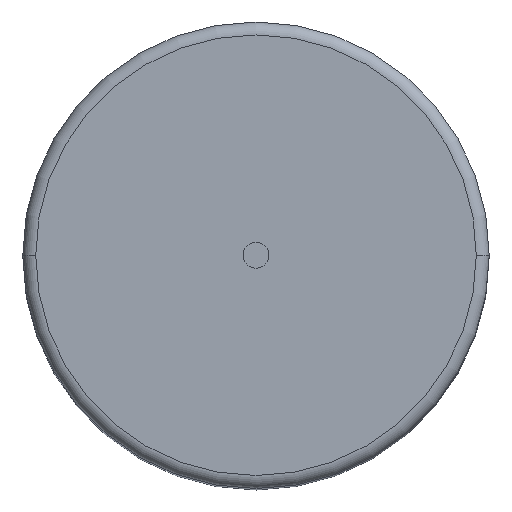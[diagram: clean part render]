
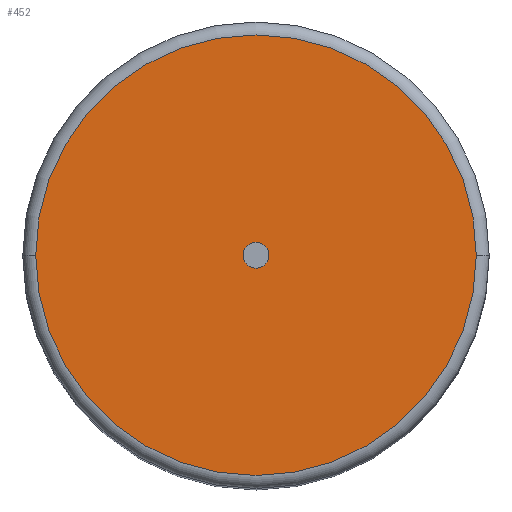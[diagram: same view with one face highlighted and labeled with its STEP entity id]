
A CAD part, top view. The second image highlights one B-rep face of the part: STEP entity #452.
In plain terms, the highlighted planar face has unit normal (0, 0, 1).
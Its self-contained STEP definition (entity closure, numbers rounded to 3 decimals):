
#56=CARTESIAN_POINT('',(0.,0.,0.));
#57=DIRECTION('',(0.,0.,1.));
#58=DIRECTION('',(1.,0.,0.));
#59=AXIS2_PLACEMENT_3D('',#56,#57,#58);
#65=CARTESIAN_POINT('',(0.,0.,0.));
#66=DIRECTION('',(0.,0.,1.));
#67=DIRECTION('',(-1.,0.,0.));
#68=AXIS2_PLACEMENT_3D('',#65,#66,#67);
#73=CARTESIAN_POINT('',(0.,0.,0.));
#74=DIRECTION('',(0.,0.,1.));
#75=DIRECTION('',(1.,0.,0.));
#76=AXIS2_PLACEMENT_3D('',#73,#74,#75);
#81=CARTESIAN_POINT('',(0.,0.,0.));
#82=DIRECTION('',(0.,0.,1.));
#83=DIRECTION('',(-1.,0.,0.));
#84=AXIS2_PLACEMENT_3D('',#81,#82,#83);
#407=CARTESIAN_POINT('',(0.5,0.,0.));
#408=CARTESIAN_POINT('',(-0.5,0.,0.));
#409=VERTEX_POINT('',#407);
#410=VERTEX_POINT('',#408);
#411=CARTESIAN_POINT('',(8.5,0.,0.));
#412=CARTESIAN_POINT('',(-8.5,0.,0.));
#413=VERTEX_POINT('',#411);
#414=VERTEX_POINT('',#412);
#435=CARTESIAN_POINT('',(0.,0.,0.));
#436=DIRECTION('',(0.,0.,1.));
#437=DIRECTION('',(1.,0.,0.));
#438=AXIS2_PLACEMENT_3D('',#435,#436,#437);
#439=PLANE('',#438);
#441=ORIENTED_EDGE('',*,*,#440,.F.);
#443=ORIENTED_EDGE('',*,*,#442,.F.);
#444=EDGE_LOOP('',(#441,#443));
#445=FACE_OUTER_BOUND('',#444,.F.);
#447=ORIENTED_EDGE('',*,*,#446,.T.);
#449=ORIENTED_EDGE('',*,*,#448,.T.);
#450=EDGE_LOOP('',(#447,#449));
#451=FACE_BOUND('',#450,.F.);
#452=ADVANCED_FACE('',(#445,#451),#439,.T.);
#60=CIRCLE('',#59,0.5);
#69=CIRCLE('',#68,0.5);
#77=CIRCLE('',#76,8.5);
#85=CIRCLE('',#84,8.5);
#440=EDGE_CURVE('',#413,#414,#77,.T.);
#442=EDGE_CURVE('',#414,#413,#85,.T.);
#446=EDGE_CURVE('',#409,#410,#60,.T.);
#448=EDGE_CURVE('',#410,#409,#69,.T.);
